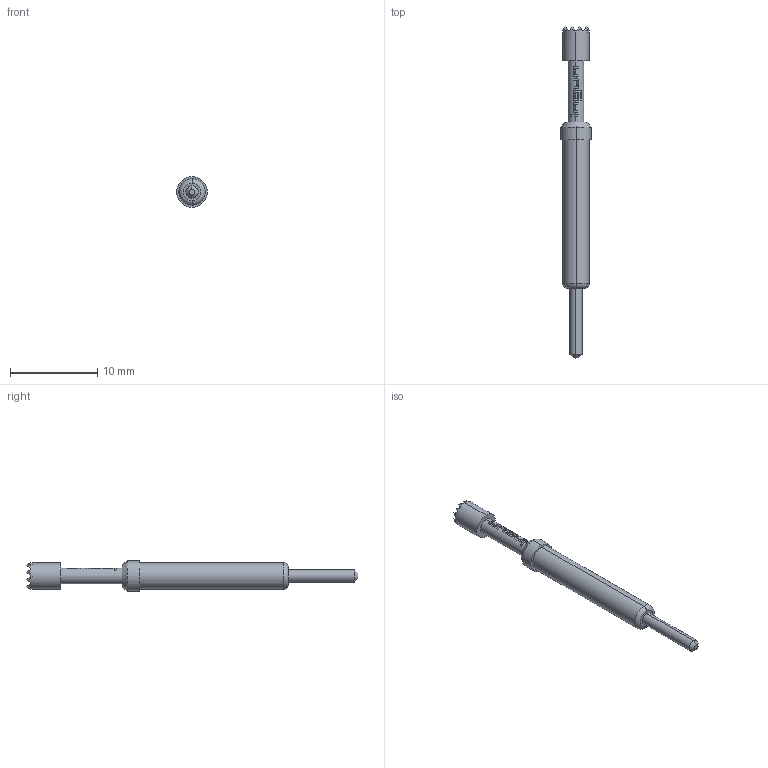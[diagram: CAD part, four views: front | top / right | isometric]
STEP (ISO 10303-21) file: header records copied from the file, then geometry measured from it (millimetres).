
FILE_DESCRIPTION (( 'STEP AP203' ), '1' );
FILE_NAME ('INGUN_GKS-503_306_300_R_xx02.STEP', '2021-12-21T13:32:38', ( 'ochi' ), ( '' ), 'SwSTEP 2.0', 'SolidWorks 2018', '' );
FILE_SCHEMA (( 'CONFIG_CONTROL_DESIGN' ));
Length unit declared in the file: millimetre
Products named in the file (1): INGUN_GKS-503_306_300_R_xx02
Bounding box: 3.5 x 38 x 3.5 mm (x, y, z)
Volume: 192.6 mm3; surface area: 318.8 mm2
Topology: 1 solids, 1 shells, 149 faces, 361 edges, 219 vertices
Faces by surface type: plane 62, bspline 61, cylinder 20, cone 4, torus 2
Entity records: 5660 total; most frequent: CARTESIAN_POINT 2799, ORIENTED_EDGE 722, EDGE_CURVE 361, DIRECTION 329, VERTEX_POINT 219, B_SPLINE_CURVE_WITH_KNOTS 204, EDGE_LOOP 154, ADVANCED_FACE 149
